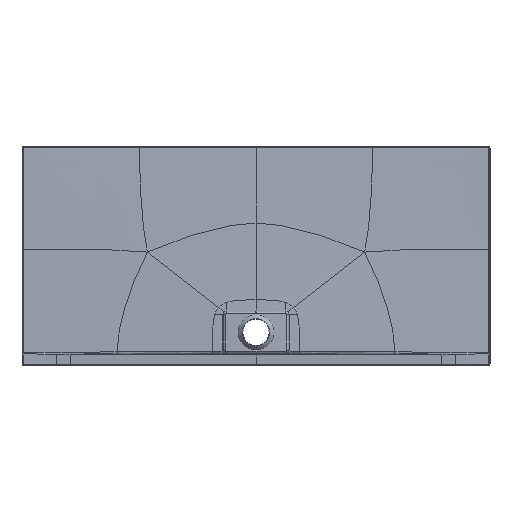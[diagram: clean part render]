
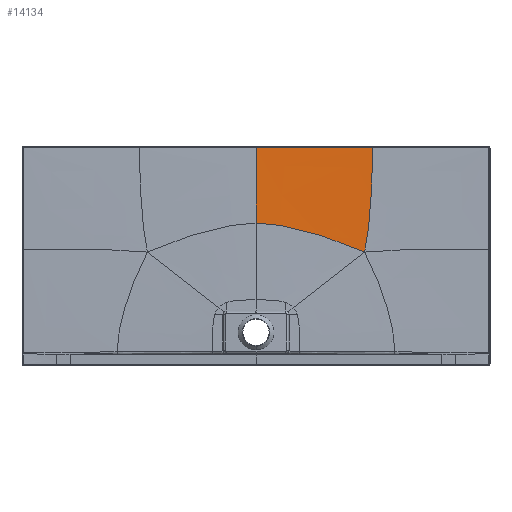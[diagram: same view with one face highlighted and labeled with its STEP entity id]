
A CAD part, front view. The second image highlights one B-rep face of the part: STEP entity #14134.
In plain terms, the highlighted free-form (B-spline) face has degree [3, 3] with [8, 10] control points.
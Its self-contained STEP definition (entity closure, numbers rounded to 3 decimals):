
#3580=CARTESIAN_POINT('',(399.991,-3.057,744.977));
#3604=CARTESIAN_POINT('',(0.002,-3.134,
744.947));
#3605=CARTESIAN_POINT('',(12.248,-3.134,744.947));
#3606=CARTESIAN_POINT('',(38.326,-3.134,744.948));
#3607=CARTESIAN_POINT('',(81.738,-3.129,744.949));
#3608=CARTESIAN_POINT('',(130.881,-3.122,744.952));
#3609=CARTESIAN_POINT('',(186.367,-3.111,744.956));
#3610=CARTESIAN_POINT('',(248.963,-3.096,744.962));
#3611=CARTESIAN_POINT('',(318.431,-3.078,744.969));
#3612=CARTESIAN_POINT('',(371.77,-3.064,744.974));
#3613=CARTESIAN_POINT('',(399.991,-3.057,744.977));
#3615=CARTESIAN_POINT('',(399.991,-3.057,744.977));
#3616=CARTESIAN_POINT('',(399.907,-3.334,720.992));
#3617=CARTESIAN_POINT('',(398.466,-4.005,670.587));
#3618=CARTESIAN_POINT('',(394.958,-5.056,602.175));
#3619=CARTESIAN_POINT('',(391.014,-6.024,540.419));
#3620=CARTESIAN_POINT('',(386.951,-6.802,491.25));
#3621=CARTESIAN_POINT('',(381.909,-7.497,448.479));
#3622=CARTESIAN_POINT('',(376.413,-8.083,414.012));
#3623=CARTESIAN_POINT('',(373.131,-8.386,396.874));
#3624=CARTESIAN_POINT('',(371.351,-8.539,388.37));
#3626=DIRECTION('',(0.,-0.026,-1.));
#3627=VECTOR('',#3626,257.458);
#3628=CARTESIAN_POINT('',(0.002,-3.134,
744.947));
#3629=LINE('',#3628,#3627);
#3679=CARTESIAN_POINT('',(0.,-9.924,
487.579));
#3680=CARTESIAN_POINT('',(25.556,-9.924,487.579));
#3681=CARTESIAN_POINT('',(79.981,-9.824,482.009));
#3682=CARTESIAN_POINT('',(169.701,-9.502,461.269));
#3683=CARTESIAN_POINT('',(250.283,-9.185,437.008));
#3684=CARTESIAN_POINT('',(318.39,-8.862,411.968));
#3685=CARTESIAN_POINT('',(353.571,-8.657,396.769));
#3686=CARTESIAN_POINT('',(371.351,-8.539,388.37));
#3734=CARTESIAN_POINT('',(371.351,-8.539,388.37));
#4431=VERTEX_POINT('',#3734);
#4544=VERTEX_POINT('',#3580);
#4566=CARTESIAN_POINT('',(0.,-9.924,
487.579));
#4568=VERTEX_POINT('',#4566);
#4569=CARTESIAN_POINT('',(0.002,-3.134,
744.947));
#4570=VERTEX_POINT('',#4569);
#14044=CARTESIAN_POINT('',(-4.092,-3.043,
748.407));
#14045=CARTESIAN_POINT('',(-4.09,-3.605,
727.089));
#14046=CARTESIAN_POINT('',(-4.012,-4.745,
683.896));
#14047=CARTESIAN_POINT('',(-3.771,-6.173,
629.763));
#14048=CARTESIAN_POINT('',(-3.544,-7.327,
586.011));
#14049=CARTESIAN_POINT('',(-3.376,-8.192,
553.196));
#14050=CARTESIAN_POINT('',(-3.255,-8.914,
525.85));
#14051=CARTESIAN_POINT('',(-3.173,-9.511,
503.223));
#14052=CARTESIAN_POINT('',(-3.139,-9.819,
491.536));
#14053=CARTESIAN_POINT('',(-3.123,-9.983,
485.317));
#14054=CARTESIAN_POINT('',(30.605,-3.043,
748.408));
#14055=CARTESIAN_POINT('',(30.591,-3.606,
727.096));
#14056=CARTESIAN_POINT('',(30.01,-4.747,
683.918));
#14057=CARTESIAN_POINT('',(28.197,-6.177,
629.821));
#14058=CARTESIAN_POINT('',(26.48,-7.332,
586.113));
#14059=CARTESIAN_POINT('',(25.214,-8.198,
553.34));
#14060=CARTESIAN_POINT('',(24.294,-8.919,
526.033));
#14061=CARTESIAN_POINT('',(23.673,-9.515,
503.44));
#14062=CARTESIAN_POINT('',(23.409,-9.823,
491.769));
#14063=CARTESIAN_POINT('',(23.286,-9.987,
485.559));
#14064=CARTESIAN_POINT('',(98.635,-3.042,
748.394));
#14065=CARTESIAN_POINT('',(98.592,-3.585,
726.939));
#14066=CARTESIAN_POINT('',(96.798,-4.687,
683.405));
#14067=CARTESIAN_POINT('',(91.445,-6.079,
628.48));
#14068=CARTESIAN_POINT('',(86.658,-7.216,
583.737));
#14069=CARTESIAN_POINT('',(83.293,-8.077,
550.009));
#14070=CARTESIAN_POINT('',(80.999,-8.803,
521.797));
#14071=CARTESIAN_POINT('',(79.53,-9.408,
498.44));
#14072=CARTESIAN_POINT('',(78.932,-9.722,
486.384));
#14073=CARTESIAN_POINT('',(78.656,-9.889,
479.975));
#14074=CARTESIAN_POINT('',(199.997,-3.036,
748.344));
#14075=CARTESIAN_POINT('',(199.926,-3.504,
726.413));
#14076=CARTESIAN_POINT('',(196.912,-4.469,
681.693));
#14077=CARTESIAN_POINT('',(188.357,-5.735,
623.817));
#14078=CARTESIAN_POINT('',(181.111,-6.82,
575.198));
#14079=CARTESIAN_POINT('',(176.218,-7.671,
537.797));
#14080=CARTESIAN_POINT('',(172.995,-8.416,
506.002));
#14081=CARTESIAN_POINT('',(170.896,-9.052,
479.55));
#14082=CARTESIAN_POINT('',(169.985,-9.387,
465.891));
#14083=CARTESIAN_POINT('',(169.537,-9.567,
458.651));
#14084=CARTESIAN_POINT('',(283.331,-3.03,
748.277));
#14085=CARTESIAN_POINT('',(283.259,-3.42,
725.649));
#14086=CARTESIAN_POINT('',(280.219,-4.255,
679.312));
#14087=CARTESIAN_POINT('',(271.838,-5.423,
617.915));
#14088=CARTESIAN_POINT('',(264.666,-6.467,
564.851));
#14089=CARTESIAN_POINT('',(259.576,-7.308,
523.285));
#14090=CARTESIAN_POINT('',(255.711,-8.062,
487.48));
#14091=CARTESIAN_POINT('',(252.56,-8.717,
457.603));
#14092=CARTESIAN_POINT('',(250.886,-9.065,
442.21));
#14093=CARTESIAN_POINT('',(249.946,-9.253,
434.06));
#14094=CARTESIAN_POINT('',(351.092,-3.025,
748.181));
#14095=CARTESIAN_POINT('',(351.039,-3.352,
724.447));
#14096=CARTESIAN_POINT('',(348.733,-4.095,
675.726));
#14097=CARTESIAN_POINT('',(342.603,-5.203,
610.22));
#14098=CARTESIAN_POINT('',(336.942,-6.21,
552.57));
#14099=CARTESIAN_POINT('',(332.306,-7.026,
506.915));
#14100=CARTESIAN_POINT('',(327.782,-7.76,
467.306));
#14101=CARTESIAN_POINT('',(323.243,-8.399,
434.271));
#14102=CARTESIAN_POINT('',(320.513,-8.74,
417.269));
#14103=CARTESIAN_POINT('',(318.947,-8.923,
408.316));
#14104=CARTESIAN_POINT('',(385.521,-3.023,
748.11));
#14105=CARTESIAN_POINT('',(385.482,-3.319,
723.545));
#14106=CARTESIAN_POINT('',(383.765,-4.019,
673.064));
#14107=CARTESIAN_POINT('',(379.387,-5.1,
604.839));
#14108=CARTESIAN_POINT('',(374.905,-6.081,
544.388));
#14109=CARTESIAN_POINT('',(370.663,-6.873,
496.318));
#14110=CARTESIAN_POINT('',(365.782,-7.582,
454.533));
#14111=CARTESIAN_POINT('',(360.424,-8.2,
419.68));
#14112=CARTESIAN_POINT('',(357.136,-8.529,
401.807));
#14113=CARTESIAN_POINT('',(355.187,-8.707,
392.346));
#14114=CARTESIAN_POINT('',(403.282,-3.022,
748.067));
#14115=CARTESIAN_POINT('',(403.252,-3.303,
722.986));
#14116=CARTESIAN_POINT('',(401.871,-3.981,
671.417));
#14117=CARTESIAN_POINT('',(398.487,-5.046,
601.578));
#14118=CARTESIAN_POINT('',(394.664,-6.011,
539.527));
#14119=CARTESIAN_POINT('',(390.642,-6.786,
490.111));
#14120=CARTESIAN_POINT('',(385.563,-7.478,
447.118));
#14121=CARTESIAN_POINT('',(379.805,-8.082,
411.291));
#14122=CARTESIAN_POINT('',(376.201,-8.404,
392.888));
#14123=CARTESIAN_POINT('',(374.107,-8.579,
383.198));
#14124=B_SPLINE_SURFACE_WITH_KNOTS('',3,3,((#14044,#14045,#14046,#14047,#14048,
#14049,#14050,#14051,#14052,#14053),(#14054,#14055,#14056,#14057,#14058,#14059,
#14060,#14061,#14062,#14063),(#14064,#14065,#14066,#14067,#14068,#14069,#14070,
#14071,#14072,#14073),(#14074,#14075,#14076,#14077,#14078,#14079,#14080,#14081,
#14082,#14083),(#14084,#14085,#14086,#14087,#14088,#14089,#14090,#14091,#14092,
#14093),(#14094,#14095,#14096,#14097,#14098,#14099,#14100,#14101,#14102,#14103),
(#14104,#14105,#14106,#14107,#14108,#14109,#14110,#14111,#14112,#14113),(#14114,
#14115,#14116,#14117,#14118,#14119,#14120,#14121,#14122,#14123)),.UNSPECIFIED.,
.F.,.F.,.F.,(4,1,1,1,1,4),(4,1,1,1,1,1,1,4),(-0.005,0.125,0.25,
0.375,0.438,0.504),(0.003,0.125,0.25,0.313,
0.375,0.438,0.469,0.504),.UNSPECIFIED.);
#14126=ORIENTED_EDGE('',*,*,#14125,.F.);
#14128=ORIENTED_EDGE('',*,*,#14127,.T.);
#14129=ORIENTED_EDGE('',*,*,#14035,.T.);
#14131=ORIENTED_EDGE('',*,*,#14130,.F.);
#14132=EDGE_LOOP('',(#14126,#14128,#14129,#14131));
#14133=FACE_OUTER_BOUND('',#14132,.F.);
#14134=ADVANCED_FACE('',(#14133),#14124,.F.);
#3614=B_SPLINE_CURVE_WITH_KNOTS('',3,(#3604,#3605,#3606,#3607,#3608,#3609,#3610,
#3611,#3612,#3613),.UNSPECIFIED.,.F.,.F.,(4,1,1,1,1,1,1,4),(0.,
0.143,0.286,0.429,0.571,
0.714,0.857,1.),.UNSPECIFIED.);
#3625=B_SPLINE_CURVE_WITH_KNOTS('',3,(#3615,#3616,#3617,#3618,#3619,#3620,#3621,
#3622,#3623,#3624),.UNSPECIFIED.,.F.,.F.,(4,1,1,1,1,1,1,4),(0.,
0.237,0.492,0.619,0.746,
0.873,0.936,1.),.UNSPECIFIED.);
#3687=B_SPLINE_CURVE_WITH_KNOTS('',3,(#3679,#3680,#3681,#3682,#3683,#3684,#3685,
#3686),.UNSPECIFIED.,.F.,.F.,(4,1,1,1,1,4),(0.,0.25,0.5,0.75,0.875,
1.),.UNSPECIFIED.);
#14035=EDGE_CURVE('',#4544,#4431,#3625,.T.);
#14125=EDGE_CURVE('',#4570,#4568,#3629,.T.);
#14127=EDGE_CURVE('',#4570,#4544,#3614,.T.);
#14130=EDGE_CURVE('',#4568,#4431,#3687,.T.);
